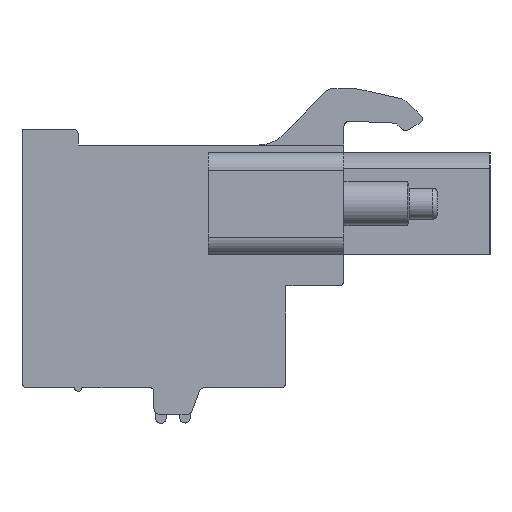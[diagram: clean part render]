
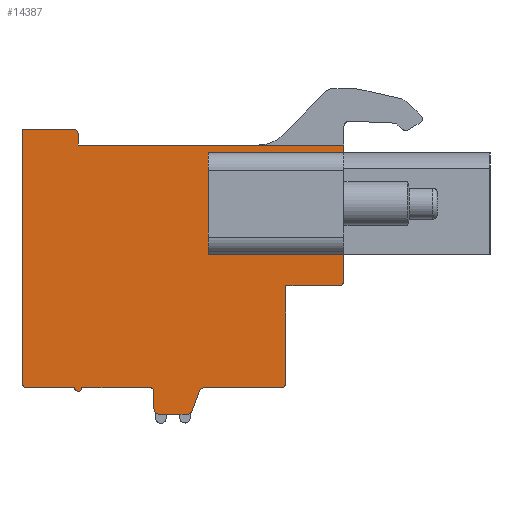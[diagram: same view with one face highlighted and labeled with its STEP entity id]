
A CAD part, left-side view. The second image highlights one B-rep face of the part: STEP entity #14387.
In plain terms, the highlighted planar face has unit normal (-1, 0, 0).
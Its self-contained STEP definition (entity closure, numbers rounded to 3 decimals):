
#2500=DIRECTION('',(0.,0.,1.));
#2501=VECTOR('',#2500,5.8);
#2502=CARTESIAN_POINT('',(-61.58,2.04,0.73));
#2503=LINE('',#2502,#2501);
#2552=DIRECTION('',(0.,0.,1.));
#2553=VECTOR('',#2552,5.8);
#2554=CARTESIAN_POINT('',(-61.58,-4.06,0.73));
#2555=LINE('',#2554,#2553);
#2556=DIRECTION('',(0.,1.,0.));
#2557=VECTOR('',#2556,6.1);
#2558=CARTESIAN_POINT('',(-61.58,-4.06,0.73));
#2559=LINE('',#2558,#2557);
#2560=DIRECTION('',(0.,1.,0.));
#2561=VECTOR('',#2560,6.1);
#2562=CARTESIAN_POINT('',(-61.58,-4.06,6.53));
#2563=LINE('',#2562,#2561);
#2564=CARTESIAN_POINT('',(-61.58,-5.36,-0.74));
#2565=DIRECTION('',(1.,0.,0.));
#2566=DIRECTION('',(0.,-1.,0.));
#2567=AXIS2_PLACEMENT_3D('',#2564,#2565,#2566);
#2569=DIRECTION('',(0.,-1.,0.));
#2570=VECTOR('',#2569,3.);
#2571=CARTESIAN_POINT('',(-61.58,-2.36,-1.04));
#2572=LINE('',#2571,#2570);
#2573=CARTESIAN_POINT('',(-61.58,-2.06,-6.54));
#2574=DIRECTION('',(1.,0.,0.));
#2575=DIRECTION('',(0.,-1.,0.));
#2576=AXIS2_PLACEMENT_3D('',#2573,#2574,#2575);
#2578=DIRECTION('',(0.,1.,0.));
#2579=VECTOR('',#2578,4.34);
#2580=CARTESIAN_POINT('',(-61.58,-2.06,-6.84));
#2581=LINE('',#2580,#2579);
#2582=CARTESIAN_POINT('',(-61.58,2.28,-7.14));
#2583=DIRECTION('',(-1.,0.,0.));
#2584=DIRECTION('',(0.,0.,1.));
#2585=AXIS2_PLACEMENT_3D('',#2582,#2583,#2584);
#2587=DIRECTION('',(0.,0.345,-0.939));
#2588=VECTOR('',#2587,1.179);
#2589=CARTESIAN_POINT('',(-61.58,2.562,-7.037));
#2590=LINE('',#2589,#2588);
#2591=CARTESIAN_POINT('',(-61.58,3.25,-8.04));
#2592=DIRECTION('',(1.,0.,0.));
#2593=DIRECTION('',(0.,-0.939,-0.345));
#2594=AXIS2_PLACEMENT_3D('',#2591,#2592,#2593);
#2596=DIRECTION('',(0.,1.,0.));
#2597=VECTOR('',#2596,1.59);
#2598=CARTESIAN_POINT('',(-61.58,3.25,-8.34));
#2599=LINE('',#2598,#2597);
#2600=CARTESIAN_POINT('',(-61.58,4.84,-8.04));
#2601=DIRECTION('',(1.,0.,0.));
#2602=DIRECTION('',(0.,0.,-1.));
#2603=AXIS2_PLACEMENT_3D('',#2600,#2601,#2602);
#2605=DIRECTION('',(0.,0.,1.));
#2606=VECTOR('',#2605,1.);
#2607=CARTESIAN_POINT('',(-61.58,5.14,-8.04));
#2608=LINE('',#2607,#2606);
#2609=CARTESIAN_POINT('',(-61.58,5.34,-7.04));
#2610=DIRECTION('',(-1.,0.,0.));
#2611=DIRECTION('',(0.,-1.,0.));
#2612=AXIS2_PLACEMENT_3D('',#2609,#2610,#2611);
#2614=DIRECTION('',(0.,1.,0.));
#2615=VECTOR('',#2614,3.9);
#2616=CARTESIAN_POINT('',(-61.58,5.34,-6.84));
#2617=LINE('',#2616,#2615);
#2618=CARTESIAN_POINT('',(-61.58,9.44,-6.84));
#2619=DIRECTION('',(1.,0.,0.));
#2620=DIRECTION('',(0.,-1.,0.));
#2621=AXIS2_PLACEMENT_3D('',#2618,#2619,#2620);
#2623=DIRECTION('',(0.,1.,0.));
#2624=VECTOR('',#2623,2.7);
#2625=CARTESIAN_POINT('',(-61.58,9.64,-6.84));
#2626=LINE('',#2625,#2624);
#2627=CARTESIAN_POINT('',(-61.58,12.34,-6.54));
#2628=DIRECTION('',(1.,0.,0.));
#2629=DIRECTION('',(0.,0.,-1.));
#2630=AXIS2_PLACEMENT_3D('',#2627,#2628,#2629);
#2632=DIRECTION('',(0.,0.,1.));
#2633=VECTOR('',#2632,14.4);
#2634=CARTESIAN_POINT('',(-61.58,12.64,-6.54));
#2635=LINE('',#2634,#2633);
#2636=DIRECTION('',(0.,-1.,0.));
#2637=VECTOR('',#2636,2.9);
#2638=CARTESIAN_POINT('',(-61.58,12.64,7.86));
#2639=LINE('',#2638,#2637);
#2640=CARTESIAN_POINT('',(-61.58,9.74,7.56));
#2641=DIRECTION('',(1.,0.,0.));
#2642=DIRECTION('',(0.,0.,1.));
#2643=AXIS2_PLACEMENT_3D('',#2640,#2641,#2642);
#2645=DIRECTION('',(0.,0.,-1.));
#2646=VECTOR('',#2645,0.6);
#2647=CARTESIAN_POINT('',(-61.58,9.44,7.56));
#2648=LINE('',#2647,#2646);
#2649=DIRECTION('',(0.,-1.,0.));
#2650=VECTOR('',#2649,15.1);
#2651=CARTESIAN_POINT('',(-61.58,9.44,6.96));
#2652=LINE('',#2651,#2650);
#2653=DIRECTION('',(0.,0.,-1.));
#2654=VECTOR('',#2653,7.7);
#2655=CARTESIAN_POINT('',(-61.58,-5.66,6.96));
#2656=LINE('',#2655,#2654);
#2669=DIRECTION('',(0.,0.,1.));
#2670=VECTOR('',#2669,5.5);
#2671=CARTESIAN_POINT('',(-61.58,-2.36,-6.54));
#2672=LINE('',#2671,#2670);
#8225=CARTESIAN_POINT('',(-61.58,9.44,6.96));
#8226=CARTESIAN_POINT('',(-61.58,-5.66,6.96));
#8227=VERTEX_POINT('',#8225);
#8228=VERTEX_POINT('',#8226);
#8229=CARTESIAN_POINT('',(-61.58,-2.36,-6.54));
#8230=CARTESIAN_POINT('',(-61.58,-2.06,-6.84));
#8231=VERTEX_POINT('',#8229);
#8232=VERTEX_POINT('',#8230);
#8233=CARTESIAN_POINT('',(-61.58,2.28,-6.84));
#8234=VERTEX_POINT('',#8233);
#8235=CARTESIAN_POINT('',(-61.58,2.562,-7.037));
#8236=VERTEX_POINT('',#8235);
#8237=CARTESIAN_POINT('',(-61.58,2.968,-8.143));
#8238=VERTEX_POINT('',#8237);
#8239=CARTESIAN_POINT('',(-61.58,3.25,-8.34));
#8240=VERTEX_POINT('',#8239);
#8241=CARTESIAN_POINT('',(-61.58,4.84,-8.34));
#8242=VERTEX_POINT('',#8241);
#8243=CARTESIAN_POINT('',(-61.58,5.14,-8.04));
#8244=VERTEX_POINT('',#8243);
#8245=CARTESIAN_POINT('',(-61.58,5.14,-7.04));
#8246=VERTEX_POINT('',#8245);
#8247=CARTESIAN_POINT('',(-61.58,5.34,-6.84));
#8248=VERTEX_POINT('',#8247);
#8249=CARTESIAN_POINT('',(-61.58,9.24,-6.84));
#8250=VERTEX_POINT('',#8249);
#8251=CARTESIAN_POINT('',(-61.58,9.64,-6.84));
#8252=VERTEX_POINT('',#8251);
#8253=CARTESIAN_POINT('',(-61.58,12.34,-6.84));
#8254=VERTEX_POINT('',#8253);
#8255=CARTESIAN_POINT('',(-61.58,12.64,-6.54));
#8256=VERTEX_POINT('',#8255);
#8257=CARTESIAN_POINT('',(-61.58,12.64,7.86));
#8258=VERTEX_POINT('',#8257);
#8259=CARTESIAN_POINT('',(-61.58,9.74,7.86));
#8260=VERTEX_POINT('',#8259);
#8261=CARTESIAN_POINT('',(-61.58,9.44,7.56));
#8262=VERTEX_POINT('',#8261);
#10451=CARTESIAN_POINT('',(-61.58,2.04,0.73));
#10452=CARTESIAN_POINT('',(-61.58,2.04,6.53));
#10453=VERTEX_POINT('',#10451);
#10454=VERTEX_POINT('',#10452);
#10487=CARTESIAN_POINT('',(-61.58,-4.06,0.73));
#10488=CARTESIAN_POINT('',(-61.58,-4.06,6.53));
#10489=VERTEX_POINT('',#10487);
#10490=VERTEX_POINT('',#10488);
#10733=CARTESIAN_POINT('',(-61.58,-5.66,-0.74));
#10734=VERTEX_POINT('',#10733);
#10735=CARTESIAN_POINT('',(-61.58,-2.36,-1.04));
#10736=VERTEX_POINT('',#10735);
#10737=CARTESIAN_POINT('',(-61.58,-5.36,-1.04));
#10738=VERTEX_POINT('',#10737);
#14331=CARTESIAN_POINT('',(-61.58,0.,0.));
#14332=DIRECTION('',(1.,0.,0.));
#14333=DIRECTION('',(0.,-1.,0.));
#14334=AXIS2_PLACEMENT_3D('',#14331,#14332,#14333);
#14335=PLANE('',#14334);
#14337=ORIENTED_EDGE('',*,*,#14336,.T.);
#14339=ORIENTED_EDGE('',*,*,#14338,.F.);
#14341=ORIENTED_EDGE('',*,*,#14340,.F.);
#14343=ORIENTED_EDGE('',*,*,#14342,.T.);
#14345=ORIENTED_EDGE('',*,*,#14344,.T.);
#14347=ORIENTED_EDGE('',*,*,#14346,.T.);
#14349=ORIENTED_EDGE('',*,*,#14348,.T.);
#14351=ORIENTED_EDGE('',*,*,#14350,.T.);
#14353=ORIENTED_EDGE('',*,*,#14352,.T.);
#14355=ORIENTED_EDGE('',*,*,#14354,.T.);
#14357=ORIENTED_EDGE('',*,*,#14356,.T.);
#14359=ORIENTED_EDGE('',*,*,#14358,.T.);
#14361=ORIENTED_EDGE('',*,*,#14360,.T.);
#14363=ORIENTED_EDGE('',*,*,#14362,.T.);
#14365=ORIENTED_EDGE('',*,*,#14364,.T.);
#14367=ORIENTED_EDGE('',*,*,#14366,.T.);
#14369=ORIENTED_EDGE('',*,*,#14368,.T.);
#14371=ORIENTED_EDGE('',*,*,#14370,.T.);
#14373=ORIENTED_EDGE('',*,*,#14372,.T.);
#14375=ORIENTED_EDGE('',*,*,#14374,.T.);
#14377=ORIENTED_EDGE('',*,*,#14376,.T.);
#14378=ORIENTED_EDGE('',*,*,#10932,.T.);
#14379=EDGE_LOOP('',(#14337,#14339,#14341,#14343,#14345,#14347,#14349,#14351,
#14353,#14355,#14357,#14359,#14361,#14363,#14365,#14367,#14369,#14371,#14373,
#14375,#14377,#14378));
#14380=FACE_OUTER_BOUND('',#14379,.F.);
#14381=ORIENTED_EDGE('',*,*,#14297,.F.);
#14382=ORIENTED_EDGE('',*,*,#14323,.T.);
#14383=ORIENTED_EDGE('',*,*,#14226,.T.);
#14384=ORIENTED_EDGE('',*,*,#14258,.F.);
#14385=EDGE_LOOP('',(#14381,#14382,#14383,#14384));
#14386=FACE_BOUND('',#14385,.F.);
#14387=ADVANCED_FACE('',(#14380,#14386),#14335,.F.);
#2568=CIRCLE('',#2567,0.3);
#2577=CIRCLE('',#2576,0.3);
#2586=CIRCLE('',#2585,0.3);
#2595=CIRCLE('',#2594,0.3);
#2604=CIRCLE('',#2603,0.3);
#2613=CIRCLE('',#2612,0.2);
#2622=CIRCLE('',#2621,0.2);
#2631=CIRCLE('',#2630,0.3);
#2644=CIRCLE('',#2643,0.3);
#10932=EDGE_CURVE('',#8228,#10734,#2656,.T.);
#14226=EDGE_CURVE('',#10490,#10454,#2563,.T.);
#14258=EDGE_CURVE('',#10453,#10454,#2503,.T.);
#14297=EDGE_CURVE('',#10489,#10453,#2559,.T.);
#14323=EDGE_CURVE('',#10489,#10490,#2555,.T.);
#14336=EDGE_CURVE('',#10734,#10738,#2568,.T.);
#14338=EDGE_CURVE('',#10736,#10738,#2572,.T.);
#14340=EDGE_CURVE('',#8231,#10736,#2672,.T.);
#14342=EDGE_CURVE('',#8231,#8232,#2577,.T.);
#14344=EDGE_CURVE('',#8232,#8234,#2581,.T.);
#14346=EDGE_CURVE('',#8234,#8236,#2586,.T.);
#14348=EDGE_CURVE('',#8236,#8238,#2590,.T.);
#14350=EDGE_CURVE('',#8238,#8240,#2595,.T.);
#14352=EDGE_CURVE('',#8240,#8242,#2599,.T.);
#14354=EDGE_CURVE('',#8242,#8244,#2604,.T.);
#14356=EDGE_CURVE('',#8244,#8246,#2608,.T.);
#14358=EDGE_CURVE('',#8246,#8248,#2613,.T.);
#14360=EDGE_CURVE('',#8248,#8250,#2617,.T.);
#14362=EDGE_CURVE('',#8250,#8252,#2622,.T.);
#14364=EDGE_CURVE('',#8252,#8254,#2626,.T.);
#14366=EDGE_CURVE('',#8254,#8256,#2631,.T.);
#14368=EDGE_CURVE('',#8256,#8258,#2635,.T.);
#14370=EDGE_CURVE('',#8258,#8260,#2639,.T.);
#14372=EDGE_CURVE('',#8260,#8262,#2644,.T.);
#14374=EDGE_CURVE('',#8262,#8227,#2648,.T.);
#14376=EDGE_CURVE('',#8227,#8228,#2652,.T.);
